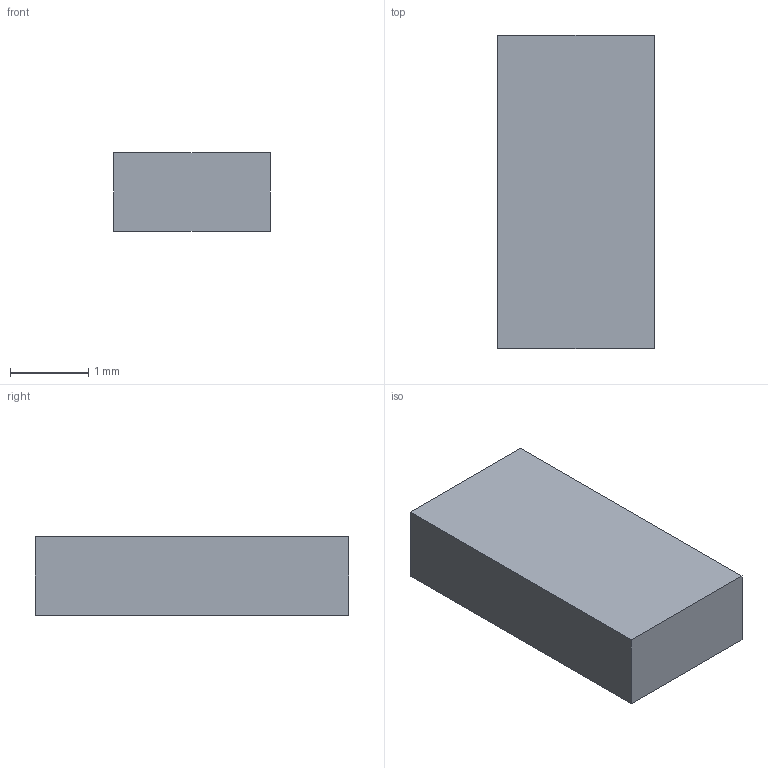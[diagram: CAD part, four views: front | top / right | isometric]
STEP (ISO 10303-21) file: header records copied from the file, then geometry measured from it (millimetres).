
FILE_DESCRIPTION(('Open CASCADE Model'),'2;1');
FILE_NAME('Open CASCADE Shape Model','2022-09-22T19:09:29',('Author'),( 'Open CASCADE'),'Open CASCADE STEP processor 7.5','Open CASCADE 7.5' ,'Unknown');
FILE_SCHEMA(('AUTOMOTIVE_DESIGN { 1 0 10303 214 1 1 1 1 }'));
Length unit declared in the file: millimetre
Products named in the file (3): CQ assembly; 52031a27-3a99-11ed-a757-e86a64e2a006; 52031a27-3a99-11ed-a757-e86a64e2a006_part
Assembly tree (2 placements, depth 3):
  CQ assembly
    52031a27-3a99-11ed-a757-e86a64e2a006
      52031a27-3a99-11ed-a757-e86a64e2a006_part
Bounding box: 2 x 4 x 1 mm (x, y, z)
Volume: 8 mm3; surface area: 28 mm2
Topology: 1 solids, 1 shells, 6 faces, 12 edges, 8 vertices
Faces by surface type: plane 6
Entity records: 367 total; most frequent: DIRECTION 54, CARTESIAN_POINT 53, LINE 36, VECTOR 36, ORIENTED_EDGE 24, PCURVE 24, DEFINITIONAL_REPRESENTATION 24, EDGE_CURVE 12
